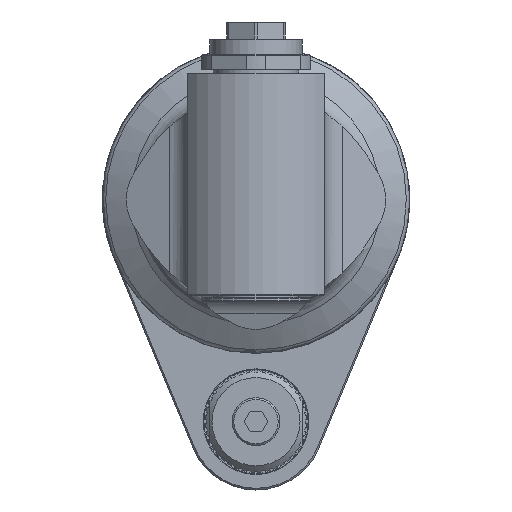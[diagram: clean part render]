
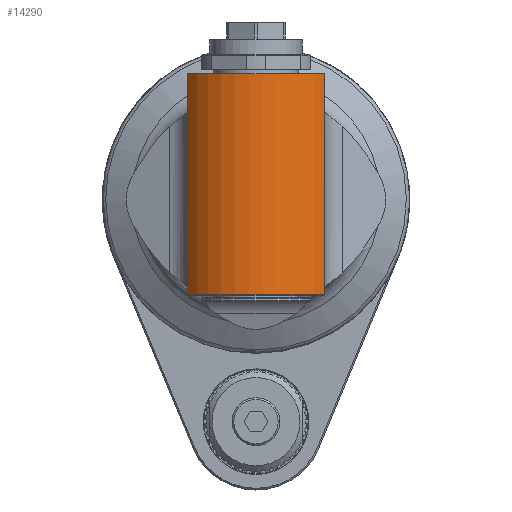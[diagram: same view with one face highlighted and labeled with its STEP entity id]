
A CAD part, front view. The second image highlights one B-rep face of the part: STEP entity #14290.
In plain terms, the highlighted cylindrical face has radius 25 mm (diameter 50 mm), a partial arc.
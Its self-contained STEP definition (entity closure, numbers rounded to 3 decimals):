
#1090=CIRCLE('',#15630,25.);
#1091=CIRCLE('',#15632,25.);
#1370=CYLINDRICAL_SURFACE('',#15631,25.);
#2059=FACE_OUTER_BOUND('',#2929,.T.);
#2929=EDGE_LOOP('',(#12521,#12522,#12523,#12524));
#4172=LINE('',#25963,#5371);
#4173=LINE('',#25966,#5372);
#5371=VECTOR('',#19238,10.);
#5372=VECTOR('',#19241,10.);
#6687=VERTEX_POINT('',#25950);
#6688=VERTEX_POINT('',#25956);
#6689=VERTEX_POINT('',#25962);
#6690=VERTEX_POINT('',#25964);
#8667=EDGE_CURVE('',#6688,#6687,#1090,.T.);
#8669=EDGE_CURVE('',#6689,#6687,#4172,.T.);
#8670=EDGE_CURVE('',#6689,#6690,#1091,.T.);
#8671=EDGE_CURVE('',#6690,#6688,#4173,.T.);
#12521=ORIENTED_EDGE('',*,*,#8667,.T.);
#12522=ORIENTED_EDGE('',*,*,#8669,.F.);
#12523=ORIENTED_EDGE('',*,*,#8670,.T.);
#12524=ORIENTED_EDGE('',*,*,#8671,.T.);
#14290=ADVANCED_FACE('',(#2059),#1370,.T.);
#15630=AXIS2_PLACEMENT_3D('',#25957,#19234,#19235);
#15631=AXIS2_PLACEMENT_3D('',#25961,#19236,#19237);
#15632=AXIS2_PLACEMENT_3D('',#25965,#19239,#19240);
#19234=DIRECTION('center_axis',(0.,0.,1.));
#19235=DIRECTION('ref_axis',(-0.8,-0.6,0.));
#19236=DIRECTION('center_axis',(0.,0.,-1.));
#19237=DIRECTION('ref_axis',(1.,0.,0.));
#19238=DIRECTION('',(0.,0.,-1.));
#19239=DIRECTION('center_axis',(0.,0.,-1.));
#19240=DIRECTION('ref_axis',(0.8,-0.6,0.));
#19241=DIRECTION('',(0.,0.,-1.));
#25950=CARTESIAN_POINT('',(20.,-67.25,-27.8));
#25956=CARTESIAN_POINT('',(-20.,-67.25,-27.8));
#25957=CARTESIAN_POINT('Origin',(0.,-52.25,-27.8));
#25961=CARTESIAN_POINT('Origin',(0.,-52.25,40.));
#25962=CARTESIAN_POINT('',(20.,-67.25,36.8));
#25963=CARTESIAN_POINT('',(20.,-67.25,40.));
#25964=CARTESIAN_POINT('',(-20.,-67.25,36.8));
#25965=CARTESIAN_POINT('Origin',(0.,-52.25,36.8));
#25966=CARTESIAN_POINT('',(-20.,-67.25,40.));
